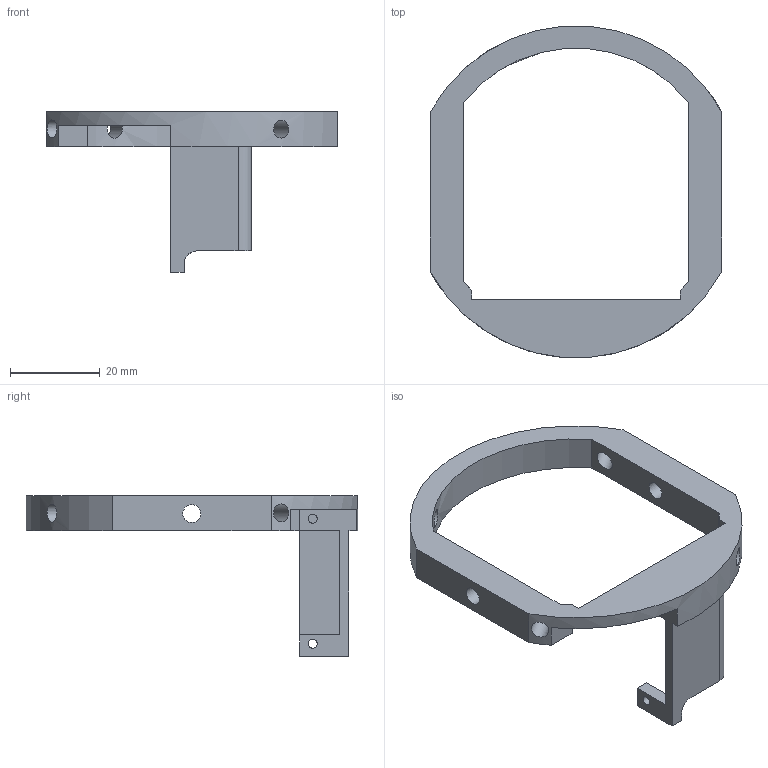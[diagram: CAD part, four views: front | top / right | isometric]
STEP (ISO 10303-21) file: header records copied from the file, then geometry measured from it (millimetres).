
FILE_DESCRIPTION(/* description */ ('STEP AP242','CAx-IF Rec.Pracs.---Representation and Presentation of Product Manufacturing Information (PMI)---4.0---2014-10-13','CAx-IF Rec.Pracs.---3D Tessellated Geometry---0.4---2014-09-14','2;1'),/* implementation_level */ '2;1');
FILE_NAME(/* name */ '66c7a31a8590961f6739bdcf',/* time_stamp */ '2024-08-22T20:44:10Z',/* author */ (''),/* organization */ (''),/* preprocessor_version */ 'ST-DEVELOPER v20',/* originating_system */ ' ',/* authorisation */ ' ');
FILE_SCHEMA (('AP242_MANAGED_MODEL_BASED_3D_ENGINEERING_MIM_LF { 1 0 10303 442 1 1 4 }'));
Length unit declared in the file: metre
Products named in the file (1): Part 1
Bounding box: 65 x 73.84 x 35.8 mm (x, y, z)
Volume: 11134.9 mm3; surface area: 8071.5 mm2
Topology: 1 solids, 1 shells, 39 faces, 108 edges, 71 vertices
Faces by surface type: plane 23, cylinder 16
Full cylindrical faces by diameter (mm): 2 x2, 4 x6
Entity records: 1300 total; most frequent: CARTESIAN_POINT 261, DIRECTION 203, ORIENTED_EDGE 200, EDGE_CURVE 100, VERTEX_POINT 71, AXIS2_PLACEMENT_3D 68, LINE 67, VECTOR 67
